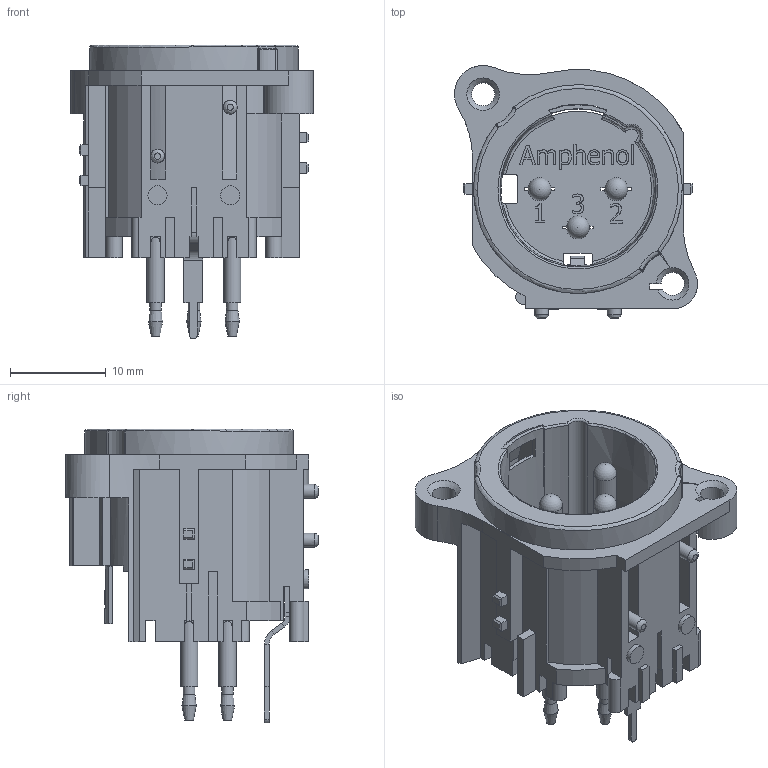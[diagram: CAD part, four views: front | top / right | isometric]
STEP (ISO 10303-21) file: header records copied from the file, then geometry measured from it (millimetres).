
FILE_DESCRIPTION((''),'2;1');
FILE_NAME('AC3MAV-AU-PRE.stp','2016-05-18T11:27:21',('minh'),(''),'Autodesk Inventor 2012','Autodesk Inventor 2012','');
FILE_SCHEMA(('AUTOMOTIVE_DESIGN { 1 0 10303 214 1 1 1 1 }'));
Length unit declared in the file: inch
Products named in the file (1): AC3MAV-AU-PRE_Shrinkwrap_1
Bounding box: 25.4 x 26.4 x 30.7 mm (x, y, z)
Surface area: 5720.8 mm2 (no closed solid volume)
Topology: 0 solids, 24 shells, 421 faces, 1637 edges, 1215 vertices
Faces by surface type: plane 309, cylinder 81, torus 12, cone 10, sphere 7, bspline 2
Full cylindrical faces by diameter (mm): 1.2 x3, 1.45 x2, 1.8 x3, 2 x2, 2.4 x4
Entity records: 18550 total; most frequent: CARTESIAN_POINT 4790, ORIENTED_EDGE 2645, DIRECTION 2512, EDGE_CURVE 1605, VERTEX_POINT 1209, VECTOR 1080, LINE 1080, AXIS2_PLACEMENT_3D 716
